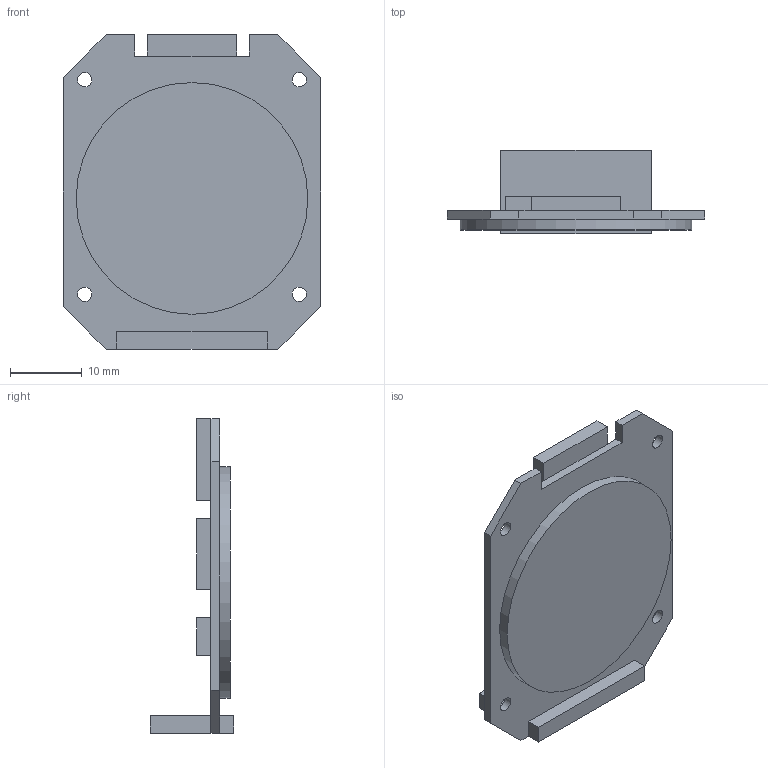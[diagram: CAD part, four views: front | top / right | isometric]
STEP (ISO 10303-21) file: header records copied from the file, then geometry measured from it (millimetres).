
FILE_DESCRIPTION(/* description */ ('STEP AP242','CAx-IF Rec.Pracs.---Representation and Presentation of Product Manufacturing Information (PMI)---4.0---2014-10-13','CAx-IF Rec.Pracs.---3D Tessellated Geometry---0.4---2014-09-14','2;1'),/* implementation_level */ '2;1');
FILE_NAME(/* name */ '644322809d0763774c0725c4',/* time_stamp */ '2023-04-21T23:55:44+00:00',/* author */ (''),/* organization */ (''),/* preprocessor_version */ 'ST-DEVELOPER v18.102',/* originating_system */ ' ',/* authorisation */ ' ');
FILE_SCHEMA (('AP242_MANAGED_MODEL_BASED_3D_ENGINEERING_MIM_LF { 1 0 10303 442 1 1 4 }'));
Length unit declared in the file: metre
Products named in the file (1): lcd
Bounding box: 36 x 11.7 x 44 mm (x, y, z)
Volume: 4056.2 mm3; surface area: 4057.3 mm2
Topology: 1 solids, 1 shells, 44 faces, 115 edges, 76 vertices
Faces by surface type: plane 39, cylinder 5
Full cylindrical faces by diameter (mm): 2 x4, 32.4 x1
Entity records: 1346 total; most frequent: CARTESIAN_POINT 231, ORIENTED_EDGE 220, DIRECTION 210, EDGE_CURVE 110, LINE 100, VECTOR 100, VERTEX_POINT 76, EDGE_LOOP 60
